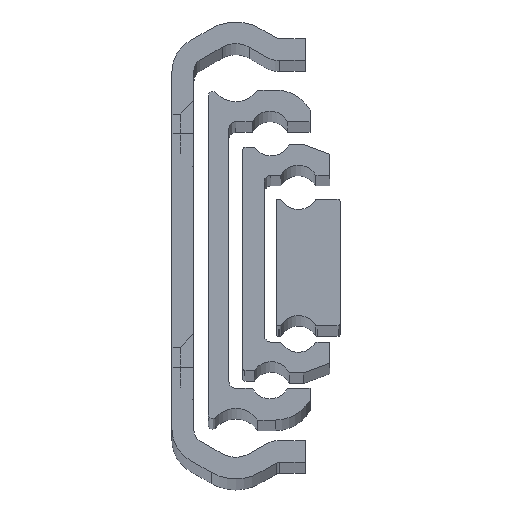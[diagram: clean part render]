
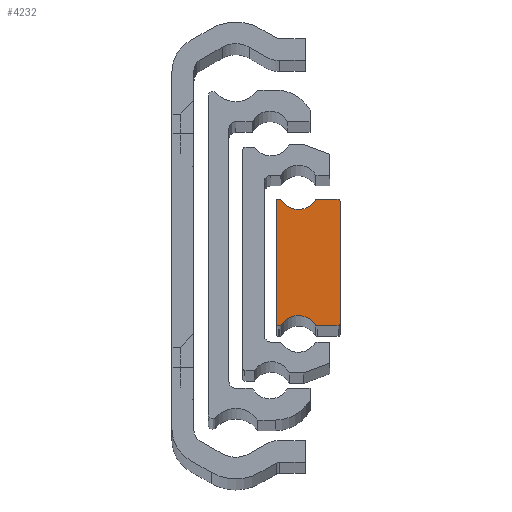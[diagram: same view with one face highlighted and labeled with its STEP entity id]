
A CAD part, top view. The second image highlights one B-rep face of the part: STEP entity #4232.
In plain terms, the highlighted planar face has unit normal (0, 0, 1).
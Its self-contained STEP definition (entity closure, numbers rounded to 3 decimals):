
#70 = EDGE_CURVE ( 'NONE', #2598, #2508, #532, .T. ) ;
#75 = EDGE_CURVE ( 'NONE', #2644, #3879, #542, .T. ) ;
#80 = EDGE_CURVE ( 'NONE', #2617, #2658, #550, .T. ) ;
#82 = EDGE_CURVE ( 'NONE', #3855, #2489, #553, .T. ) ;
#95 = EDGE_CURVE ( 'NONE', #3859, #3884, #564, .T. ) ;
#98 = EDGE_CURVE ( 'NONE', #2658, #2644, #575, .T. ) ;
#111 = EDGE_CURVE ( 'NONE', #3858, #3850, #598, .T. ) ;
#125 = EDGE_CURVE ( 'NONE', #3884, #3858, #619, .T. ) ;
#126 = EDGE_CURVE ( 'NONE', #3850, #3847, #621, .T. ) ;
#130 = EDGE_CURVE ( 'NONE', #2489, #2617, #628, .T. ) ;
#132 = EDGE_CURVE ( 'NONE', #3867, #3859, #630, .T. ) ;
#133 = EDGE_CURVE ( 'NONE', #3847, #2598, #620, .T. ) ;
#176 = EDGE_CURVE ( 'NONE', #3861, #3853, #700, .T. ) ;
#184 = EDGE_CURVE ( 'NONE', #3879, #3867, #704, .T. ) ;
#187 = EDGE_CURVE ( 'NONE', #2508, #3861, #716, .T. ) ;
#247 = EDGE_CURVE ( 'NONE', #3853, #3855, #812, .T. ) ;
#291 = ORIENTED_EDGE ( 'NONE', *, *, #176, .T. ) ;
#292 = ORIENTED_EDGE ( 'NONE', *, *, #247, .T. ) ;
#293 = ORIENTED_EDGE ( 'NONE', *, *, #82, .T. ) ;
#294 = ORIENTED_EDGE ( 'NONE', *, *, #130, .T. ) ;
#295 = ORIENTED_EDGE ( 'NONE', *, *, #80, .T. ) ;
#296 = ORIENTED_EDGE ( 'NONE', *, *, #98, .T. ) ;
#297 = ORIENTED_EDGE ( 'NONE', *, *, #75, .T. ) ;
#298 = ORIENTED_EDGE ( 'NONE', *, *, #184, .T. ) ;
#299 = ORIENTED_EDGE ( 'NONE', *, *, #132, .T. ) ;
#300 = ORIENTED_EDGE ( 'NONE', *, *, #95, .T. ) ;
#301 = ORIENTED_EDGE ( 'NONE', *, *, #125, .T. ) ;
#302 = ORIENTED_EDGE ( 'NONE', *, *, #111, .T. ) ;
#303 = ORIENTED_EDGE ( 'NONE', *, *, #126, .T. ) ;
#304 = ORIENTED_EDGE ( 'NONE', *, *, #133, .T. ) ;
#305 = ORIENTED_EDGE ( 'NONE', *, *, #70, .T. ) ;
#306 = ORIENTED_EDGE ( 'NONE', *, *, #187, .T. ) ;
#532 = CIRCLE ( 'NONE', #4002, 0.3 ) ;
#542 = CIRCLE ( 'NONE', #4004, 0.2 ) ;
#550 = CIRCLE ( 'NONE', #4006, 0.3 ) ;
#553 = CIRCLE ( 'NONE', #4005, 0.3 ) ;
#564 = LINE ( 'NONE', #3186, #570 ) ;
#570 = VECTOR ( 'NONE', #3193, 1000. ) ;
#571 = VECTOR ( 'NONE', #3449, 1000. ) ;
#575 = LINE ( 'NONE', #3242, #571 ) ;
#598 = CIRCLE ( 'NONE', #4014, 3.04 ) ;
#619 = CIRCLE ( 'NONE', #4024, 0.3 ) ;
#620 = LINE ( 'NONE', #3147, #627 ) ;
#621 = CIRCLE ( 'NONE', #4025, 0.3 ) ;
#627 = VECTOR ( 'NONE', #3113, 1000. ) ;
#628 = CIRCLE ( 'NONE', #4029, 3.04 ) ;
#630 = CIRCLE ( 'NONE', #4030, 0.2 ) ;
#700 = CIRCLE ( 'NONE', #4045, 0.3 ) ;
#704 = LINE ( 'NONE', #3400, #706 ) ;
#706 = VECTOR ( 'NONE', #3401, 1000. ) ;
#716 = LINE ( 'NONE', #3335, #717 ) ;
#717 = VECTOR ( 'NONE', #3234, 1000. ) ;
#812 = LINE ( 'NONE', #960, #813 ) ;
#813 = VECTOR ( 'NONE', #961, 1000. ) ;
#960 = CARTESIAN_POINT ( 'NONE',  ( 19.45, 9.5, 901.5 ) ) ;
#961 = DIRECTION ( 'NONE',  ( -1., 0., 0. ) ) ;
#1027 = CARTESIAN_POINT ( 'NONE',  ( 16.067, 9.361, 901.5 ) ) ;
#1057 = CARTESIAN_POINT ( 'NONE',  ( 19.75, -9.2, 901.5 ) ) ;
#1147 = CARTESIAN_POINT ( 'NONE',  ( 19.45, -9.5, 901.5 ) ) ;
#1156 = CARTESIAN_POINT ( 'NONE',  ( 10.933, 9.361, 901.5 ) ) ;
#1172 = CARTESIAN_POINT ( 'NONE',  ( 10.45, 9.5, 901.5 ) ) ;
#1186 = CARTESIAN_POINT ( 'NONE',  ( 10.68, 9.5, 901.5 ) ) ;
#1236 = CARTESIAN_POINT ( 'NONE',  ( 16.067, -9.361, 901.5 ) ) ;
#1248 = CARTESIAN_POINT ( 'NONE',  ( 16.32, -9.5, 901.5 ) ) ;
#1252 = CARTESIAN_POINT ( 'NONE',  ( 19.45, 9.5, 901.5 ) ) ;
#1254 = CARTESIAN_POINT ( 'NONE',  ( 16.32, 9.5, 901.5 ) ) ;
#1256 = CARTESIAN_POINT ( 'NONE',  ( 10.933, -9.361, 901.5 ) ) ;
#1257 = CARTESIAN_POINT ( 'NONE',  ( 10.45, -9.5, 901.5 ) ) ;
#1258 = CARTESIAN_POINT ( 'NONE',  ( 19.75, 9.2, 901.5 ) ) ;
#1263 = CARTESIAN_POINT ( 'NONE',  ( 10.25, -9.3, 901.5 ) ) ;
#1275 = CARTESIAN_POINT ( 'NONE',  ( 10.25, 9.3, 901.5 ) ) ;
#1280 = CARTESIAN_POINT ( 'NONE',  ( 10.68, -9.5, 901.5 ) ) ;
#1666 = CARTESIAN_POINT ( 'NONE',  ( 19.45, 9.2, 901.5 ) ) ;
#1667 = PLANE ( 'NONE',  #4159 ) ;
#1669 = DIRECTION ( 'NONE',  ( 0., 0., 1. ) ) ;
#1670 = DIRECTION ( 'NONE',  ( 1., 0., 0. ) ) ;
#2265 = FACE_OUTER_BOUND ( 'NONE', #2705, .T. ) ;
#2489 = VERTEX_POINT ( 'NONE', #1027 ) ;
#2508 = VERTEX_POINT ( 'NONE', #1057 ) ;
#2598 = VERTEX_POINT ( 'NONE', #1147 ) ;
#2617 = VERTEX_POINT ( 'NONE', #1156 ) ;
#2644 = VERTEX_POINT ( 'NONE', #1172 ) ;
#2658 = VERTEX_POINT ( 'NONE', #1186 ) ;
#2705 = EDGE_LOOP ( 'NONE', ( #291, #292, #293, #294, #295, #296, #297, #298, #299, #300, #301, #302, #303, #304, #305, #306 ) ) ;
#3085 = DIRECTION ( 'NONE',  ( 0., 0., 1. ) ) ;
#3086 = DIRECTION ( 'NONE',  ( 1., 0., 0. ) ) ;
#3097 = CARTESIAN_POINT ( 'NONE',  ( 13.5, -10.99, 901.5 ) ) ;
#3099 = DIRECTION ( 'NONE',  ( 1., 0., 0. ) ) ;
#3102 = DIRECTION ( 'NONE',  ( 0., 0., 1. ) ) ;
#3109 = DIRECTION ( 'NONE',  ( 1., 0., 0. ) ) ;
#3113 = DIRECTION ( 'NONE',  ( 1., 0., 0. ) ) ;
#3128 = CARTESIAN_POINT ( 'NONE',  ( 10.45, -9.3, 901.5 ) ) ;
#3144 = DIRECTION ( 'NONE',  ( 1., 0., 0. ) ) ;
#3147 = CARTESIAN_POINT ( 'NONE',  ( 16.32, -9.5, 901.5 ) ) ;
#3153 = CARTESIAN_POINT ( 'NONE',  ( 16.32, 9.2, 901.5 ) ) ;
#3157 = DIRECTION ( 'NONE',  ( 0., 0., 1. ) ) ;
#3164 = CARTESIAN_POINT ( 'NONE',  ( 10.68, 9.2, 901.5 ) ) ;
#3173 = DIRECTION ( 'NONE',  ( 1., 0., 0. ) ) ;
#3182 = DIRECTION ( 'NONE',  ( 0., 0., 1. ) ) ;
#3183 = DIRECTION ( 'NONE',  ( 1., 0., 0. ) ) ;
#3186 = CARTESIAN_POINT ( 'NONE',  ( 10.45, -9.5, 901.5 ) ) ;
#3188 = CARTESIAN_POINT ( 'NONE',  ( 10.68, -9.2, 901.5 ) ) ;
#3190 = CARTESIAN_POINT ( 'NONE',  ( 16.32, -9.2, 901.5 ) ) ;
#3193 = DIRECTION ( 'NONE',  ( 1., 0., 0. ) ) ;
#3227 = CARTESIAN_POINT ( 'NONE',  ( 19.45, 9.2, 901.5 ) ) ;
#3234 = DIRECTION ( 'NONE',  ( 0., 1., 0. ) ) ;
#3242 = CARTESIAN_POINT ( 'NONE',  ( 10.68, 9.5, 901.5 ) ) ;
#3263 = DIRECTION ( 'NONE',  ( 0., 0., -1. ) ) ;
#3277 = DIRECTION ( 'NONE',  ( 0., 0., -1. ) ) ;
#3306 = DIRECTION ( 'NONE',  ( 1., 0., 0. ) ) ;
#3335 = CARTESIAN_POINT ( 'NONE',  ( 19.75, -9.2, 901.5 ) ) ;
#3360 = DIRECTION ( 'NONE',  ( 1., 0., 0. ) ) ;
#3388 = CARTESIAN_POINT ( 'NONE',  ( 10.45, 9.3, 901.5 ) ) ;
#3394 = DIRECTION ( 'NONE',  ( 0., 0., 1. ) ) ;
#3400 = CARTESIAN_POINT ( 'NONE',  ( 10.25, 9.3, 901.5 ) ) ;
#3401 = DIRECTION ( 'NONE',  ( 0., -1., 0. ) ) ;
#3449 = DIRECTION ( 'NONE',  ( -1., 0., 0. ) ) ;
#3452 = DIRECTION ( 'NONE',  ( 0., 0., 1. ) ) ;
#3462 = DIRECTION ( 'NONE',  ( 1., 0., 0. ) ) ;
#3481 = CARTESIAN_POINT ( 'NONE',  ( 19.45, -9.2, 901.5 ) ) ;
#3482 = DIRECTION ( 'NONE',  ( 0., 0., 1. ) ) ;
#3486 = CARTESIAN_POINT ( 'NONE',  ( 13.5, 10.99, 901.5 ) ) ;
#3494 = DIRECTION ( 'NONE',  ( 1., 0., 0. ) ) ;
#3497 = DIRECTION ( 'NONE',  ( 0., 0., 1. ) ) ;
#3847 = VERTEX_POINT ( 'NONE', #1248 ) ;
#3850 = VERTEX_POINT ( 'NONE', #1236 ) ;
#3853 = VERTEX_POINT ( 'NONE', #1252 ) ;
#3855 = VERTEX_POINT ( 'NONE', #1254 ) ;
#3858 = VERTEX_POINT ( 'NONE', #1256 ) ;
#3859 = VERTEX_POINT ( 'NONE', #1257 ) ;
#3861 = VERTEX_POINT ( 'NONE', #1258 ) ;
#3867 = VERTEX_POINT ( 'NONE', #1263 ) ;
#3879 = VERTEX_POINT ( 'NONE', #1275 ) ;
#3884 = VERTEX_POINT ( 'NONE', #1280 ) ;
#4002 = AXIS2_PLACEMENT_3D ( 'NONE', #3481, #3482, #3306 ) ;
#4004 = AXIS2_PLACEMENT_3D ( 'NONE', #3388, #3182, #3183 ) ;
#4005 = AXIS2_PLACEMENT_3D ( 'NONE', #3153, #3085, #3086 ) ;
#4006 = AXIS2_PLACEMENT_3D ( 'NONE', #3164, #3157, #3173 ) ;
#4014 = AXIS2_PLACEMENT_3D ( 'NONE', #3097, #3263, #3360 ) ;
#4024 = AXIS2_PLACEMENT_3D ( 'NONE', #3188, #3102, #3109 ) ;
#4025 = AXIS2_PLACEMENT_3D ( 'NONE', #3190, #3452, #3462 ) ;
#4029 = AXIS2_PLACEMENT_3D ( 'NONE', #3486, #3277, #3099 ) ;
#4030 = AXIS2_PLACEMENT_3D ( 'NONE', #3128, #3394, #3144 ) ;
#4045 = AXIS2_PLACEMENT_3D ( 'NONE', #3227, #3497, #3494 ) ;
#4159 = AXIS2_PLACEMENT_3D ( 'NONE', #1666, #1669, #1670 ) ;
#4232 = ADVANCED_FACE ( 'NONE', ( #2265 ), #1667, .T. ) ;
